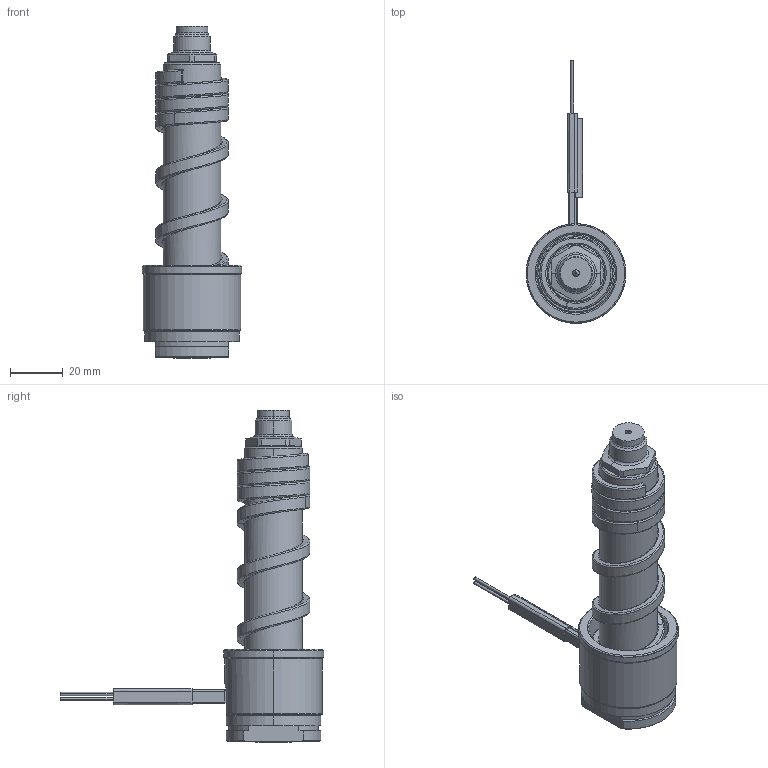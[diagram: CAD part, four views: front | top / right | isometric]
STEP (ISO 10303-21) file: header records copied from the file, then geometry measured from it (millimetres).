
FILE_DESCRIPTION((''),'2;1');
FILE_NAME('LS-126-BES-N','2014-02-25T',('Íàòàëüÿ'),('IMID'),'PRO/ENGINEER BY PARAMETRIC TECHNOLOGY CORPORATION, 2010180','PRO/ENGINEER BY PARAMETRIC TECHNOLOGY CORPORATION, 2010180','');
FILE_SCHEMA(('CONFIG_CONTROL_DESIGN'));
Length unit declared in the file: millimetre
Products named in the file (1): LS-126-BES-N
Bounding box: 38 x 100 x 126.2 mm (x, y, z)
Volume: 65028.6 mm3; surface area: 29739.2 mm2
Topology: 1 solids, 9 shells, 330 faces, 826 edges, 489 vertices
Faces by surface type: cylinder 108, cone 64, bspline 54, plane 51, torus 34, revolution 9, extrusion 8, sphere 2
Entity records: 17475 total; most frequent: CARTESIAN_POINT 9962, ORIENTED_EDGE 1608, DIRECTION 1470, EDGE_CURVE 816, AXIS2_PLACEMENT_3D 586, VERTEX_POINT 489, EDGE_LOOP 353, FACE_OUTER_BOUND 330
